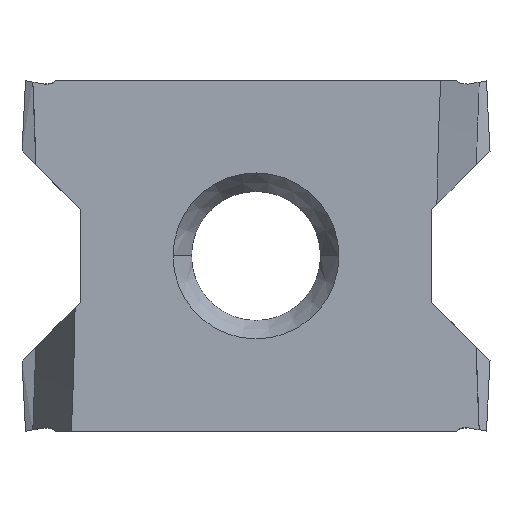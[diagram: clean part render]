
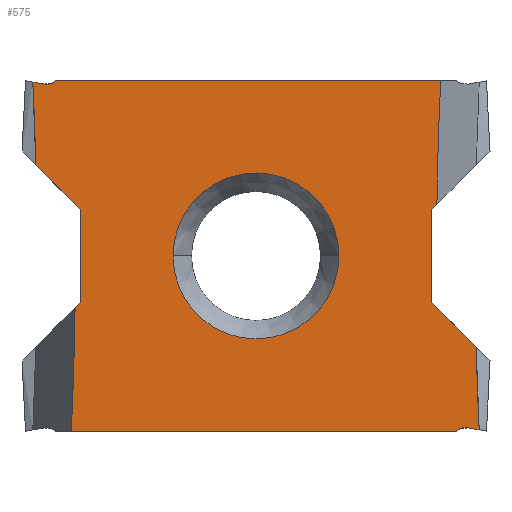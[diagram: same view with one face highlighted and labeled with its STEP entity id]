
A CAD part, top view. The second image highlights one B-rep face of the part: STEP entity #575.
In plain terms, the highlighted planar face has unit normal (0, 0, 1).
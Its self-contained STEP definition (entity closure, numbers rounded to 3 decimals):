
#167=CARTESIAN_POINT('',(-4.906,-1.406,1.2));
#168=VERTEX_POINT('',#167);
#178=CARTESIAN_POINT('',(-4.75,-1.25,1.2));
#179=VERTEX_POINT('',#178);
#180=CARTESIAN_POINT('',(-6.347,-2.847,1.2));
#181=DIRECTION('',(0.707,0.707,0.0));
#182=VECTOR('',#181,1.0);
#183=LINE('',#180,#182);
#184=EDGE_CURVE('n� 2296',#168,#179,#183,.T.);
#208=CARTESIAN_POINT('',(5.43,-4.75,1.2));
#209=VERTEX_POINT('',#208);
#210=CARTESIAN_POINT('',(-5.009,-4.75,1.2));
#211=VERTEX_POINT('',#210);
#212=CARTESIAN_POINT('',(0.0,-4.75,1.2));
#213=DIRECTION('',(-1.0,0.0,-0.0));
#214=VECTOR('',#213,1.0);
#215=LINE('',#212,#214);
#216=EDGE_CURVE('n� 2317',#209,#211,#215,.T.);
#292=CARTESIAN_POINT('',(-4.75,1.25,1.2));
#293=VERTEX_POINT('',#292);
#294=CARTESIAN_POINT('',(-4.75,0.0,1.2));
#295=DIRECTION('',(0.0,-1.0,0.0));
#296=VECTOR('',#295,1.0);
#297=LINE('',#294,#296);
#298=EDGE_CURVE('n� 2370',#293,#179,#297,.T.);
#439=CARTESIAN_POINT('',(-2.25,0.0,1.2));
#440=VERTEX_POINT('',#439);
#441=CARTESIAN_POINT('',(2.25,0.0,1.2));
#442=VERTEX_POINT('',#441);
#443=CARTESIAN_POINT('',(0.0,0.0,1.2));
#444=DIRECTION('',(0.0,0.0,-1.0));
#445=DIRECTION('',(-1.0,0.0,0.0));
#446=AXIS2_PLACEMENT_3D('',#443,#444,#445);
#447=CIRCLE('',#446,2.25);
#448=EDGE_CURVE('n� 2479',#440,#442,#447,.T.);
#449=ORIENTED_EDGE('',*,*,#448,.T.);
#450=CARTESIAN_POINT('',(0.0,0.0,1.2));
#451=DIRECTION('',(0.0,0.0,-1.0));
#452=DIRECTION('',(-1.0,0.0,0.0));
#453=AXIS2_PLACEMENT_3D('',#450,#451,#452);
#454=CIRCLE('',#453,2.25);
#455=EDGE_CURVE('n� 2483',#442,#440,#454,.T.);
#456=ORIENTED_EDGE('',*,*,#455,.T.);
#457=EDGE_LOOP('',(#449,#456));
#458=FACE_BOUND('',#457,.T.);
#459=CARTESIAN_POINT('',(-5.972,2.472,1.2));
#460=VERTEX_POINT('',#459);
#461=CARTESIAN_POINT('',(-6.347,2.847,1.2));
#462=DIRECTION('',(0.707,-0.707,0.0));
#463=VECTOR('',#462,1.0);
#464=LINE('',#461,#463);
#465=EDGE_CURVE('n� 2490',#460,#293,#464,.T.);
#466=ORIENTED_EDGE('',*,*,#465,.T.);
#467=ORIENTED_EDGE('',*,*,#298,.T.);
#468=ORIENTED_EDGE('',*,*,#184,.F.);
#469=CARTESIAN_POINT('',(-104.95,0.0,1.2));
#470=DIRECTION('',(0.0,0.0,1.0));
#471=DIRECTION('',(-1.0,0.0,0.0));
#472=AXIS2_PLACEMENT_3D('',#469,#470,#471);
#473=CIRCLE('',#472,100.054);
#474=EDGE_CURVE('n� 2498',#211,#168,#473,.T.);
#475=ORIENTED_EDGE('',*,*,#474,.F.);
#476=ORIENTED_EDGE('',*,*,#216,.F.);
#477=CARTESIAN_POINT('',(5.756,-4.663,1.2));
#478=VERTEX_POINT('',#477);
#479=CARTESIAN_POINT('',(5.687,-5.057,1.2));
#480=DIRECTION('',(-0.0,0.0,-1.0));
#481=DIRECTION('',(-1.0,0.0,0.0));
#482=AXIS2_PLACEMENT_3D('',#479,#480,#481);
#483=CIRCLE('',#482,0.4);
#484=EDGE_CURVE('n� 2506',#209,#478,#483,.T.);
#485=ORIENTED_EDGE('',*,*,#484,.T.);
#486=CARTESIAN_POINT('',(6.053,-4.715,1.2));
#487=VERTEX_POINT('',#486);
#488=CARTESIAN_POINT('',(5.756,-4.663,1.2));
#489=DIRECTION('',(0.985,-0.174,0.0));
#490=VECTOR('',#489,1.0);
#491=LINE('',#488,#490);
#492=EDGE_CURVE('n� 2512',#478,#487,#491,.T.);
#493=ORIENTED_EDGE('',*,*,#492,.T.);
#494=CARTESIAN_POINT('',(5.972,-2.472,1.2));
#495=VERTEX_POINT('',#494);
#496=CARTESIAN_POINT('',(104.95,0.0,1.2));
#497=DIRECTION('',(0.0,0.0,1.0));
#498=DIRECTION('',(-1.0,0.0,0.0));
#499=AXIS2_PLACEMENT_3D('',#496,#497,#498);
#500=CIRCLE('',#499,99.009);
#501=EDGE_CURVE('n� 2518',#495,#487,#500,.T.);
#502=ORIENTED_EDGE('',*,*,#501,.F.);
#503=CARTESIAN_POINT('',(4.75,-1.25,1.2));
#504=VERTEX_POINT('',#503);
#505=CARTESIAN_POINT('',(6.347,-2.847,1.2));
#506=DIRECTION('',(-0.707,0.707,0.0));
#507=VECTOR('',#506,1.0);
#508=LINE('',#505,#507);
#509=EDGE_CURVE('n� 2524',#495,#504,#508,.T.);
#510=ORIENTED_EDGE('',*,*,#509,.T.);
#511=CARTESIAN_POINT('',(4.75,1.25,1.2));
#512=VERTEX_POINT('',#511);
#513=CARTESIAN_POINT('',(4.75,-0.0,1.2));
#514=DIRECTION('',(0.0,1.0,0.0));
#515=VECTOR('',#514,1.0);
#516=LINE('',#513,#515);
#517=EDGE_CURVE('n� 2530',#504,#512,#516,.T.);
#518=ORIENTED_EDGE('',*,*,#517,.T.);
#519=CARTESIAN_POINT('',(4.906,1.406,1.2));
#520=VERTEX_POINT('',#519);
#521=CARTESIAN_POINT('',(6.347,2.847,1.2));
#522=DIRECTION('',(-0.707,-0.707,0.0));
#523=VECTOR('',#522,1.0);
#524=LINE('',#521,#523);
#525=EDGE_CURVE('n� 2536',#520,#512,#524,.T.);
#526=ORIENTED_EDGE('',*,*,#525,.F.);
#527=CARTESIAN_POINT('',(5.009,4.75,1.2));
#528=VERTEX_POINT('',#527);
#529=CARTESIAN_POINT('',(104.95,-0.0,1.2));
#530=DIRECTION('',(0.0,-0.0,1.0));
#531=DIRECTION('',(1.0,-0.0,-0.0));
#532=AXIS2_PLACEMENT_3D('',#529,#530,#531);
#533=CIRCLE('',#532,100.054);
#534=EDGE_CURVE('n� 2542',#528,#520,#533,.T.);
#535=ORIENTED_EDGE('',*,*,#534,.F.);
#536=CARTESIAN_POINT('',(-5.43,4.75,1.2));
#537=VERTEX_POINT('',#536);
#538=CARTESIAN_POINT('',(0.0,4.75,1.2));
#539=DIRECTION('',(-1.0,0.0,0.0));
#540=VECTOR('',#539,1.0);
#541=LINE('',#538,#540);
#542=EDGE_CURVE('n� 2548',#528,#537,#541,.T.);
#543=ORIENTED_EDGE('',*,*,#542,.T.);
#544=CARTESIAN_POINT('',(-5.756,4.663,1.2));
#545=VERTEX_POINT('',#544);
#546=CARTESIAN_POINT('',(-5.687,5.057,1.2));
#547=DIRECTION('',(0.0,-0.0,-1.0));
#548=DIRECTION('',(1.0,0.0,0.0));
#549=AXIS2_PLACEMENT_3D('',#546,#547,#548);
#550=CIRCLE('',#549,0.4);
#551=EDGE_CURVE('n� 2554',#537,#545,#550,.T.);
#552=ORIENTED_EDGE('',*,*,#551,.T.);
#553=CARTESIAN_POINT('',(-6.053,4.715,1.2));
#554=VERTEX_POINT('',#553);
#555=CARTESIAN_POINT('',(-5.756,4.663,1.2));
#556=DIRECTION('',(-0.985,0.174,0.0));
#557=VECTOR('',#556,1.0);
#558=LINE('',#555,#557);
#559=EDGE_CURVE('n� 2560',#545,#554,#558,.T.);
#560=ORIENTED_EDGE('',*,*,#559,.T.);
#561=CARTESIAN_POINT('',(-104.95,0.0,1.2));
#562=DIRECTION('',(-0.0,0.0,1.0));
#563=DIRECTION('',(1.0,0.0,0.0));
#564=AXIS2_PLACEMENT_3D('',#561,#562,#563);
#565=CIRCLE('',#564,99.009);
#566=EDGE_CURVE('n� 2564',#460,#554,#565,.T.);
#567=ORIENTED_EDGE('',*,*,#566,.F.);
#568=EDGE_LOOP('',(
    #466,#467,#468,#475,#476,#485,#493,#502,#510,#518,
    #526,#535,#543,#552,#560,#567));
#569=FACE_OUTER_BOUND('',#568,.T.);
#570=CARTESIAN_POINT('',(-5.687,-5.057,1.2));
#571=DIRECTION('',(0.0,0.0,1.0));
#572=DIRECTION('',(1.0,0.0,0.0));
#573=AXIS2_PLACEMENT_3D('',#570,#571,#572);
#574=PLANE('',#573);
#575=ADVANCED_FACE('n� 2470',(#458,#569),#574,.T.);
